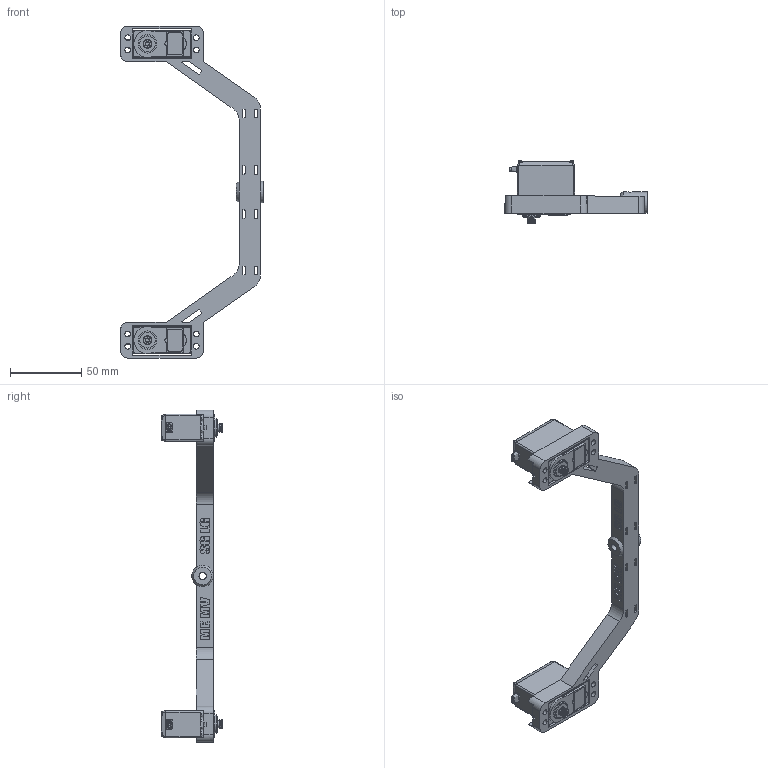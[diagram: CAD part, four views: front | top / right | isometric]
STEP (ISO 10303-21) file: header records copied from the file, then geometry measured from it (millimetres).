
FILE_DESCRIPTION(/* description */ (''),/* implementation_level */ '2;1');
FILE_NAME(/* name */ 'P19_Bogie_Rear_MG996R v9.step',/* time_stamp */ '2021-01-30T16:14:23+01:00',/* author */ (''),/* organization */ (''),/* preprocessor_version */ 'ST-DEVELOPER v18.1',/* originating_system */ 'Autodesk Translation Framework v9.7.1.1290',/* authorisation */ '');
FILE_SCHEMA (('AUTOMOTIVE_DESIGN { 1 0 10303 214 3 1 1 }'));
Length unit declared in the file: millimetre
Products named in the file (3): P19_Bogie_Rear_MG996R; Bogie; MG996RUpper
Assembly tree (3 placements, depth 2):
  P19_Bogie_Rear_MG996R
    Bogie
    MG996RUpper  x2
Bounding box: 100 x 43.2 x 232.56 mm (x, y, z)
Volume: 96409.3 mm3; surface area: 39083.3 mm2
Topology: 15 solids, 15 shells, 1103 faces, 3080 edges, 2035 vertices
Faces by surface type: plane 526, cylinder 367, torus 162, bspline 41, cone 7
Full cylindrical faces by diameter (mm): 2.533 x8, 2.671 x22, 3 x3, 3.07 x10, 4 x8, 4.9 x2, 5.1 x1, 5.5 x2, 6 x2, 11 x2, 13 x2, 15 x1
Entity records: 27923 total; most frequent: CARTESIAN_POINT 9851, ORIENTED_EDGE 3992, DIRECTION 3510, EDGE_CURVE 1996, VERTEX_POINT 1318, AXIS2_PLACEMENT_3D 1219, LINE 1072, VECTOR 1072
